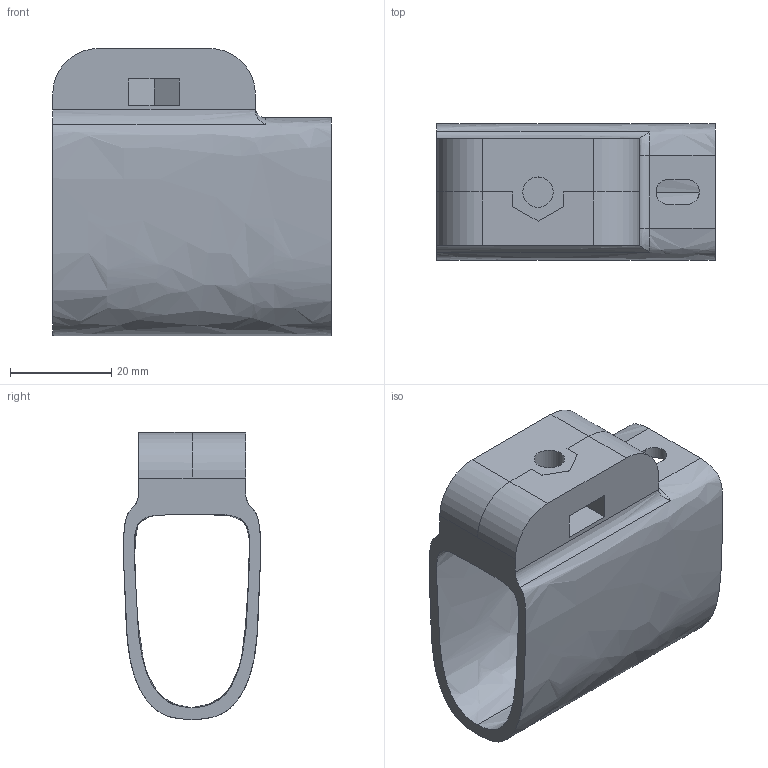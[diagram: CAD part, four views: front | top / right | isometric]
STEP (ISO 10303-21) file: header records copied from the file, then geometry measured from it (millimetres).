
FILE_DESCRIPTION(/* description */ (''),/* implementation_level */ '2;1');
FILE_NAME(/* name */ 'Slide Mount Small v1.step',/* time_stamp */ '2025-05-29T21:26:53-04:00',/* author */ (''),/* organization */ (''),/* preprocessor_version */ 'ST-DEVELOPER v20.1',/* originating_system */ 'Autodesk Translation Framework v14.10.0.0',/* authorisation */ '');
FILE_SCHEMA (('AUTOMOTIVE_DESIGN { 1 0 10303 214 3 1 1 }'));
Length unit declared in the file: millimetre
Products named in the file (2): Open Aero; Base - Slide - Small
Assembly tree (1 placements, depth 2):
  Open Aero
    Base - Slide - Small
Bounding box: 55 x 27.05 x 56.68 mm (x, y, z)
Volume: 24807.3 mm3; surface area: 15090.3 mm2
Topology: 1 solids, 1 shells, 38 faces, 105 edges, 70 vertices
Faces by surface type: plane 21, cylinder 9, bspline 8
Full cylindrical faces by diameter (mm): 6 x2
Entity records: 2134 total; most frequent: CARTESIAN_POINT 1188, ORIENTED_EDGE 210, DIRECTION 149, EDGE_CURVE 105, VERTEX_POINT 70, LINE 59, VECTOR 59, EDGE_LOOP 45
